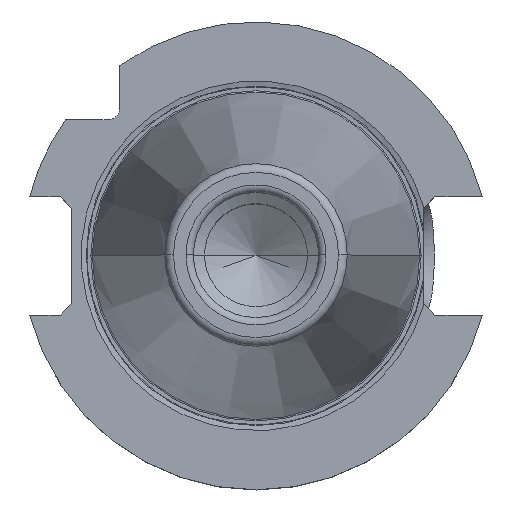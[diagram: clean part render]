
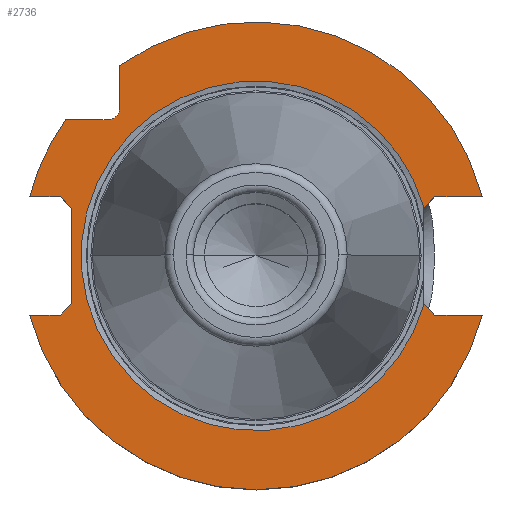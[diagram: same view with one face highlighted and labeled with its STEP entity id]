
A CAD part, top view. The second image highlights one B-rep face of the part: STEP entity #2736.
In plain terms, the highlighted planar face has unit normal (0, 0, 1).
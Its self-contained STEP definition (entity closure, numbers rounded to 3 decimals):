
#41=CARTESIAN_POINT('',(0.,0.,-3.2));
#42=DIRECTION('',(0.,0.,1.));
#43=DIRECTION('',(-0.813,0.582,0.));
#44=AXIS2_PLACEMENT_3D('',#41,#42,#43);
#58=CARTESIAN_POINT('',(0.,0.,-3.2));
#59=DIRECTION('',(0.,0.,1.));
#60=DIRECTION('',(-0.967,-0.253,0.));
#61=AXIS2_PLACEMENT_3D('',#58,#59,#60);
#74=CARTESIAN_POINT('',(0.,0.,-3.2));
#75=DIRECTION('',(0.,0.,1.));
#76=DIRECTION('',(0.967,0.253,0.));
#77=AXIS2_PLACEMENT_3D('',#74,#75,#76);
#359=DIRECTION('',(-1.,0.,0.));
#360=VECTOR('',#359,6.438);
#361=CARTESIAN_POINT('',(30.738,-8.05,-3.2));
#362=LINE('',#361,#360);
#366=DIRECTION('',(1.,0.,0.));
#367=VECTOR('',#366,4.138);
#368=CARTESIAN_POINT('',(-30.738,-8.05,-3.2));
#369=LINE('',#368,#367);
#373=DIRECTION('',(-0.707,-0.707,0.));
#374=VECTOR('',#373,2.263);
#375=CARTESIAN_POINT('',(-25.,-6.45,-3.2));
#376=LINE('',#375,#374);
#380=DIRECTION('',(0.,-1.,0.));
#381=VECTOR('',#380,12.9);
#382=CARTESIAN_POINT('',(-25.,6.45,-3.2));
#383=LINE('',#382,#381);
#387=DIRECTION('',(-0.707,0.707,0.));
#388=VECTOR('',#387,2.263);
#389=CARTESIAN_POINT('',(-25.,6.45,-3.2));
#390=LINE('',#389,#388);
#394=DIRECTION('',(1.,0.,0.));
#395=VECTOR('',#394,4.138);
#396=CARTESIAN_POINT('',(-30.738,8.05,-3.2));
#397=LINE('',#396,#395);
#401=DIRECTION('',(1.,0.,0.));
#402=VECTOR('',#401,5.734);
#403=CARTESIAN_POINT('',(-25.834,18.5,-3.2));
#404=LINE('',#403,#402);
#408=DIRECTION('',(0.,-1.,0.));
#409=VECTOR('',#408,5.734);
#410=CARTESIAN_POINT('',(-18.5,25.834,-3.2));
#411=LINE('',#410,#409);
#415=DIRECTION('',(-1.,0.,0.));
#416=VECTOR('',#415,6.438);
#417=CARTESIAN_POINT('',(30.738,8.05,-3.2));
#418=LINE('',#417,#416);
#422=DIRECTION('',(-0.707,-0.707,0.));
#423=VECTOR('',#422,2.095);
#424=CARTESIAN_POINT('',(24.3,8.05,-3.2));
#425=LINE('',#424,#423);
#429=DIRECTION('',(-0.707,0.707,0.));
#430=VECTOR('',#429,2.095);
#431=CARTESIAN_POINT('',(24.3,-8.05,-3.2));
#432=LINE('',#431,#430);
#1524=CARTESIAN_POINT('',(0.,0.,-3.2));
#1525=DIRECTION('',(0.,0.,-1.));
#1526=DIRECTION('',(0.961,-0.277,0.));
#1527=AXIS2_PLACEMENT_3D('',#1524,#1525,#1526);
#2103=CARTESIAN_POINT('',(-20.1,20.1,-3.2));
#2104=DIRECTION('',(0.,0.,-1.));
#2105=DIRECTION('',(1.,0.,0.));
#2106=AXIS2_PLACEMENT_3D('',#2103,#2104,#2105);
#2163=CARTESIAN_POINT('',(-18.5,20.1,-3.2));
#2164=CARTESIAN_POINT('',(-20.1,18.5,-3.2));
#2165=VERTEX_POINT('',#2163);
#2166=VERTEX_POINT('',#2164);
#2195=CARTESIAN_POINT('',(-25.,-6.45,-3.2));
#2197=VERTEX_POINT('',#2195);
#2199=CARTESIAN_POINT('',(-26.6,-8.05,-3.2));
#2201=VERTEX_POINT('',#2199);
#2204=CARTESIAN_POINT('',(-25.,6.45,-3.2));
#2206=VERTEX_POINT('',#2204);
#2208=CARTESIAN_POINT('',(-26.6,8.05,-3.2));
#2210=VERTEX_POINT('',#2208);
#2263=CARTESIAN_POINT('',(-18.5,25.834,-3.2));
#2264=VERTEX_POINT('',#2263);
#2265=CARTESIAN_POINT('',(-25.834,18.5,-3.2));
#2266=VERTEX_POINT('',#2265);
#2293=CARTESIAN_POINT('',(-30.738,-8.05,-3.2));
#2295=VERTEX_POINT('',#2293);
#2299=CARTESIAN_POINT('',(-30.738,8.05,-3.2));
#2301=VERTEX_POINT('',#2299);
#2323=CARTESIAN_POINT('',(30.738,-8.05,-3.2));
#2325=VERTEX_POINT('',#2323);
#2331=CARTESIAN_POINT('',(30.738,8.05,-3.2));
#2333=VERTEX_POINT('',#2331);
#2339=CARTESIAN_POINT('',(24.3,-8.05,-3.2));
#2340=VERTEX_POINT('',#2339);
#2341=CARTESIAN_POINT('',(22.819,-6.569,-3.2));
#2342=VERTEX_POINT('',#2341);
#2343=CARTESIAN_POINT('',(24.3,8.05,-3.2));
#2344=VERTEX_POINT('',#2343);
#2345=CARTESIAN_POINT('',(22.819,6.569,-3.2));
#2346=VERTEX_POINT('',#2345);
#2704=CARTESIAN_POINT('',(0.,0.,-3.2));
#2705=DIRECTION('',(0.,0.,-1.));
#2706=DIRECTION('',(-1.,0.,0.));
#2707=AXIS2_PLACEMENT_3D('',#2704,#2705,#2706);
#2708=PLANE('',#2707);
#2710=ORIENTED_EDGE('',*,*,#2709,.F.);
#2711=ORIENTED_EDGE('',*,*,#2426,.F.);
#2713=ORIENTED_EDGE('',*,*,#2712,.T.);
#2714=ORIENTED_EDGE('',*,*,#2696,.F.);
#2715=ORIENTED_EDGE('',*,*,#2532,.F.);
#2716=ORIENTED_EDGE('',*,*,#2519,.T.);
#2717=ORIENTED_EDGE('',*,*,#2504,.F.);
#2718=ORIENTED_EDGE('',*,*,#2394,.F.);
#2720=ORIENTED_EDGE('',*,*,#2719,.T.);
#2722=ORIENTED_EDGE('',*,*,#2721,.F.);
#2724=ORIENTED_EDGE('',*,*,#2723,.F.);
#2725=ORIENTED_EDGE('',*,*,#2454,.F.);
#2727=ORIENTED_EDGE('',*,*,#2726,.T.);
#2729=ORIENTED_EDGE('',*,*,#2728,.T.);
#2731=ORIENTED_EDGE('',*,*,#2730,.F.);
#2733=ORIENTED_EDGE('',*,*,#2732,.F.);
#2734=EDGE_LOOP('',(#2710,#2711,#2713,#2714,#2715,#2716,#2717,#2718,#2720,#2722,
#2724,#2725,#2727,#2729,#2731,#2733));
#2735=FACE_OUTER_BOUND('',#2734,.F.);
#45=CIRCLE('',#44,31.775);
#62=CIRCLE('',#61,31.775);
#78=CIRCLE('',#77,31.775);
#1528=CIRCLE('',#1527,23.746);
#2107=CIRCLE('',#2106,1.6);
#2394=EDGE_CURVE('',#2266,#2301,#45,.T.);
#2426=EDGE_CURVE('',#2295,#2325,#62,.T.);
#2454=EDGE_CURVE('',#2333,#2264,#78,.T.);
#2504=EDGE_CURVE('',#2301,#2210,#397,.T.);
#2519=EDGE_CURVE('',#2206,#2210,#390,.T.);
#2532=EDGE_CURVE('',#2206,#2197,#383,.T.);
#2696=EDGE_CURVE('',#2197,#2201,#376,.T.);
#2709=EDGE_CURVE('',#2325,#2340,#362,.T.);
#2712=EDGE_CURVE('',#2295,#2201,#369,.T.);
#2719=EDGE_CURVE('',#2266,#2166,#404,.T.);
#2721=EDGE_CURVE('',#2165,#2166,#2107,.T.);
#2723=EDGE_CURVE('',#2264,#2165,#411,.T.);
#2726=EDGE_CURVE('',#2333,#2344,#418,.T.);
#2728=EDGE_CURVE('',#2344,#2346,#425,.T.);
#2730=EDGE_CURVE('',#2342,#2346,#1528,.T.);
#2732=EDGE_CURVE('',#2340,#2342,#432,.T.);
#2736=ADVANCED_FACE('',(#2735),#2708,.F.);
